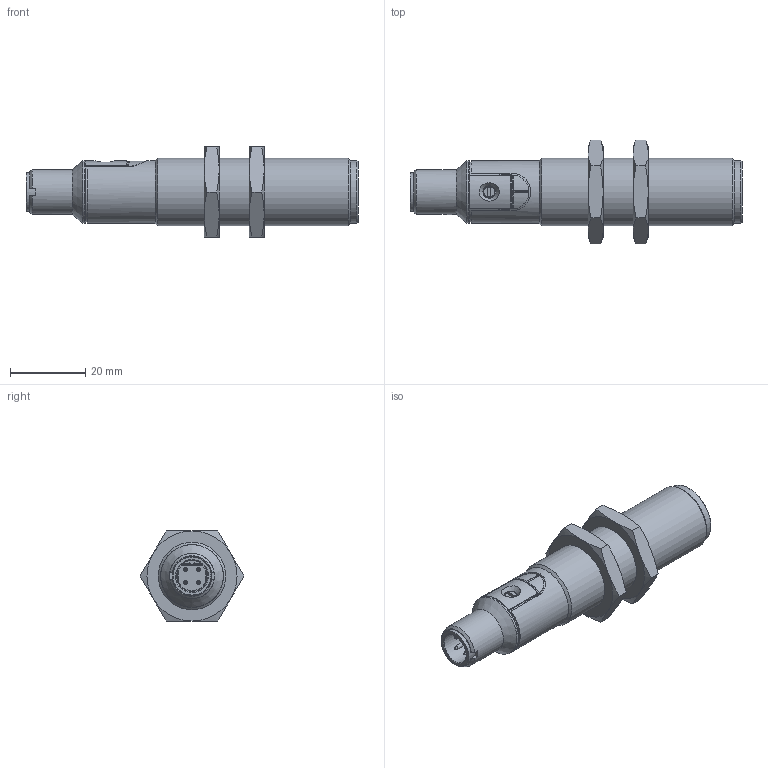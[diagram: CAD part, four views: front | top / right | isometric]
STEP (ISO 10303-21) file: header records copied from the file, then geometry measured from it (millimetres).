
FILE_DESCRIPTION (( 'STEP AP214' ), '1' );
FILE_NAME ('BCS00MF.STEP', '2023-07-19T14:38:02', ( '' ), ( '' ), 'SwSTEP 2.0', 'SolidWorks 2021', '' );
FILE_SCHEMA (( 'AUTOMOTIVE_DESIGN' ));
Length unit declared in the file: inch
Products named in the file (1): BCS00MF
Bounding box: 88.5 x 27.71 x 24 mm (x, y, z)
Volume: 21312.4 mm3; surface area: 7701.3 mm2
Topology: 3 solids, 3 shells, 173 faces, 423 edges, 268 vertices
Faces by surface type: plane 78, cylinder 48, cone 39, bspline 8
Full cylindrical faces by diameter (mm): 1 x4, 3.12 x1, 3.44 x1, 8.4 x1, 10.35 x1, 12 x1, 16.7 x3, 16.917 x2, 18 x1
Entity records: 7937 total; most frequent: CARTESIAN_POINT 1877, ORIENTED_EDGE 754, DIRECTION 754, EDGE_CURVE 377, AXIS2_PLACEMENT_3D 305, VERTEX_POINT 254, EDGE_LOOP 221, FACE_OUTER_BOUND 192
